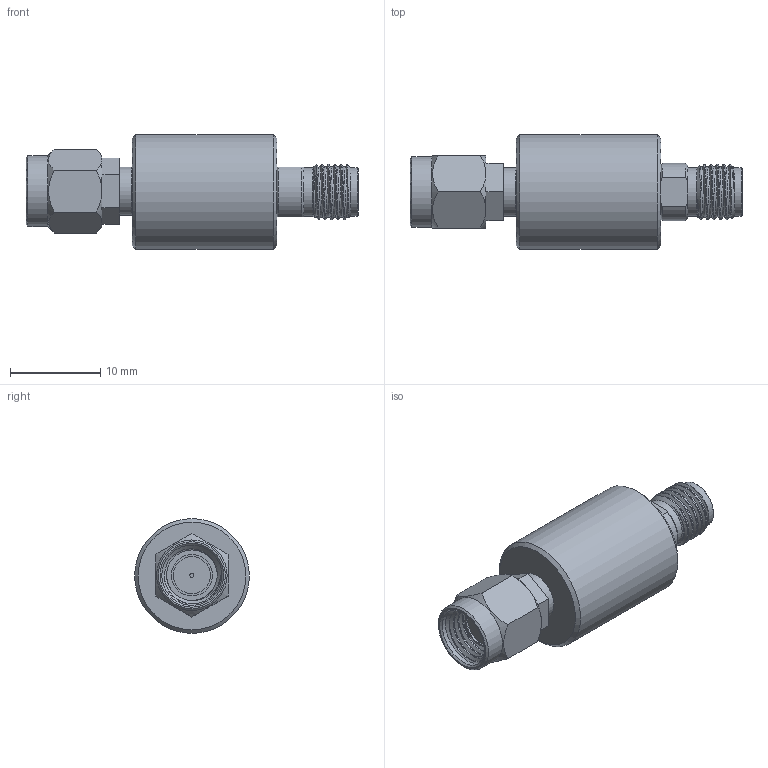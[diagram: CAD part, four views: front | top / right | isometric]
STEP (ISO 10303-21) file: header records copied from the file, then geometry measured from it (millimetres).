
FILE_DESCRIPTION(/* description */ (''),/* implementation_level */ '2;1');
FILE_NAME(/* name */ 'cr124_001MF-S v2.step',/* time_stamp */ '2023-06-18T20:56:19-04:00',/* author */ (''),/* organization */ (''),/* preprocessor_version */ 'ST-DEVELOPER v19.2',/* originating_system */ 'Autodesk Translation Framework v12.4.0.73',/* authorisation */ '');
FILE_SCHEMA (('CONFIG_CONTROL_DESIGN','AUTOMOTIVE_DESIGN { 1 0 10303 214 3 1 1 }','TECHNICAL_DATA_PACKAGING','INTEGRATED_CNC_SCHEMA'));
Length unit declared in the file: millimetre
Products named in the file (6): cr124_001MF-S; BD11ACS01A; SMA7471B1-2T-50; SMA7910-3; LW-102X65X05; HN8-1X4-36X16
Assembly tree (6 placements, depth 2):
  cr124_001MF-S
    BD11ACS01A
    SMA7471B1-2T-50  x2
    SMA7910-3
    LW-102X65X05
    HN8-1X4-36X16
Bounding box: 36.71 x 12.7 x 12.7 mm (x, y, z)
Volume: 2619.3 mm3; surface area: 1919.1 mm2
Topology: 3 solids, 3 shells, 125 faces, 320 edges, 202 vertices
Faces by surface type: plane 53, cylinder 32, cone 26, bspline 14
Full cylindrical faces by diameter (mm): 0.457 x1, 1.27 x1, 4.1 x1, 4.56 x1, 4.65 x1, 4.8 x1, 5.33 x3, 5.334 x1, 5.6 x2, 6.19 x4, 6.26 x1, 6.5 x1, 6.65 x3, 7.3 x1, 7.8 x1, 12.7 x1
Entity records: 8898 total; most frequent: CARTESIAN_POINT 5808, ORIENTED_EDGE 640, DIRECTION 584, EDGE_CURVE 320, AXIS2_PLACEMENT_3D 232, VERTEX_POINT 203, EDGE_LOOP 141, FACE_OUTER_BOUND 125
